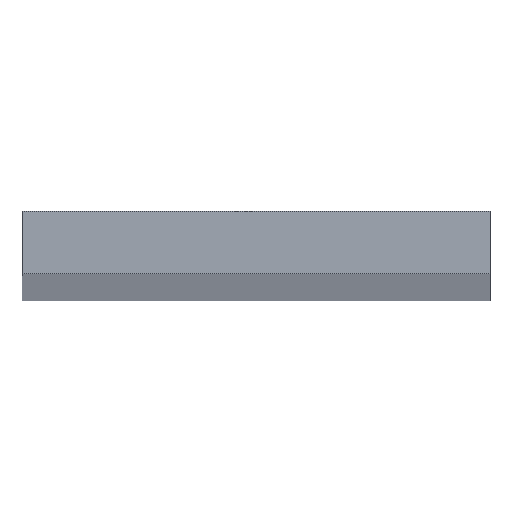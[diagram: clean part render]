
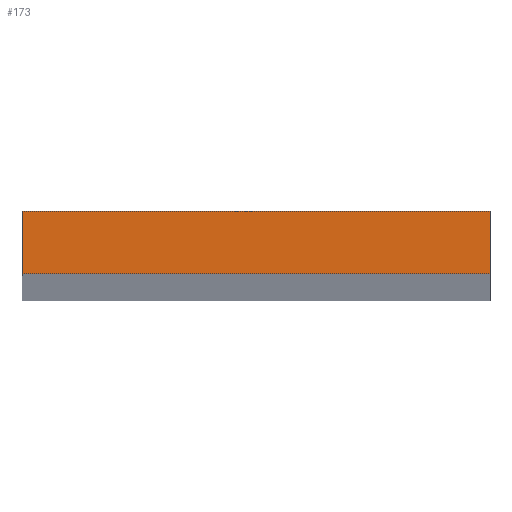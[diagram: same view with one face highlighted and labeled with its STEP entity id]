
A CAD part, top view. The second image highlights one B-rep face of the part: STEP entity #173.
In plain terms, the highlighted planar face has unit normal (0, 0, 1).
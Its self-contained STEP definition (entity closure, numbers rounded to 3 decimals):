
#9 = VECTOR ( 'NONE', #140, 1000. ) ;
#19 = VECTOR ( 'NONE', #194, 1000. ) ;
#27 = VECTOR ( 'NONE', #95, 1000. ) ;
#33 = VECTOR ( 'NONE', #191, 1000. ) ;
#34 = AXIS2_PLACEMENT_3D ( 'NONE', #66, #73, #132 ) ;
#48 = FACE_OUTER_BOUND ( 'NONE', #126, .T. ) ;
#66 = CARTESIAN_POINT ( 'NONE',  ( 0., 0., 500. ) ) ;
#73 = DIRECTION ( 'NONE',  ( 0., 0., 1. ) ) ;
#89 = PLANE ( 'NONE',  #34 ) ;
#95 = DIRECTION ( 'NONE',  ( 0., 1., 0. ) ) ;
#105 = ORIENTED_EDGE ( 'NONE', *, *, #158, .T. ) ;
#106 = ORIENTED_EDGE ( 'NONE', *, *, #180, .T. ) ;
#107 = ORIENTED_EDGE ( 'NONE', *, *, #181, .T. ) ;
#109 = ORIENTED_EDGE ( 'NONE', *, *, #157, .T. ) ;
#126 = EDGE_LOOP ( 'NONE', ( #107, #106, #105, #109 ) ) ;
#129 = VERTEX_POINT ( 'NONE', #144 ) ;
#130 = VERTEX_POINT ( 'NONE', #145 ) ;
#131 = VERTEX_POINT ( 'NONE', #146 ) ;
#132 = DIRECTION ( 'NONE',  ( 1., 0., 0. ) ) ;
#135 = CARTESIAN_POINT ( 'NONE',  ( -15., 2., 500. ) ) ;
#136 = LINE ( 'NONE', #138, #27 ) ;
#138 = CARTESIAN_POINT ( 'NONE',  ( 15., 2., 500. ) ) ;
#139 = LINE ( 'NONE', #135, #9 ) ;
#140 = DIRECTION ( 'NONE',  ( -1., 0., 0. ) ) ;
#142 = VERTEX_POINT ( 'NONE', #143 ) ;
#143 = CARTESIAN_POINT ( 'NONE',  ( 15., 2., 500. ) ) ;
#144 = CARTESIAN_POINT ( 'NONE',  ( -15., 2., 500. ) ) ;
#145 = CARTESIAN_POINT ( 'NONE',  ( -15., -2., 500. ) ) ;
#146 = CARTESIAN_POINT ( 'NONE',  ( 15., -2., 500. ) ) ;
#157 = EDGE_CURVE ( 'NONE', #142, #129, #139, .T. ) ;
#158 = EDGE_CURVE ( 'NONE', #131, #142, #136, .T. ) ;
#173 = ADVANCED_FACE ( 'NONE', ( #48 ), #89, .T. ) ;
#180 = EDGE_CURVE ( 'NONE', #130, #131, #189, .T. ) ;
#181 = EDGE_CURVE ( 'NONE', #129, #130, #192, .T. ) ;
#189 = LINE ( 'NONE', #190, #33 ) ;
#190 = CARTESIAN_POINT ( 'NONE',  ( -15., -2., 500. ) ) ;
#191 = DIRECTION ( 'NONE',  ( 1., 0., 0. ) ) ;
#192 = LINE ( 'NONE', #193, #19 ) ;
#193 = CARTESIAN_POINT ( 'NONE',  ( -15., 2., 500. ) ) ;
#194 = DIRECTION ( 'NONE',  ( 0., -1., 0. ) ) ;
